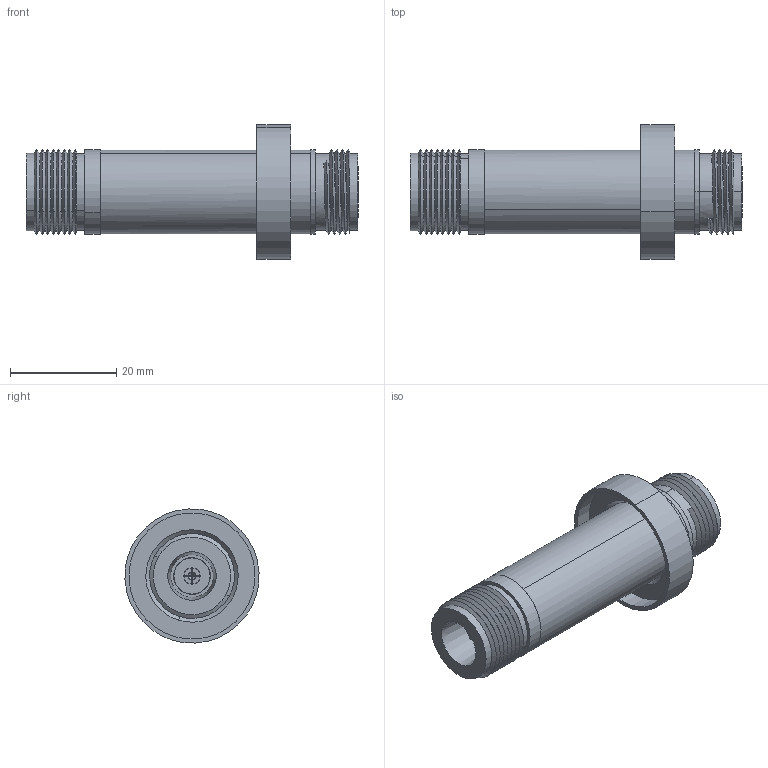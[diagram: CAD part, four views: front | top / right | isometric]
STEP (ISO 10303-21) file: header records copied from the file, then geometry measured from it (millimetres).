
FILE_DESCRIPTION (( 'STEP AP203' ), '1' );
FILE_NAME ('A0659-1-W.STEP', '2011-10-18T12:32:03', ( '' ), ( '' ), 'SwSTEP 2.0', 'SolidWorks 2011', '' );
FILE_SCHEMA (( 'CONFIG_CONTROL_DESIGN' ));
Length unit declared in the file: inch
Products named in the file (1): A0659-1-W
Bounding box: 62.48 x 25.24 x 25.24 mm (x, y, z)
Volume: 8530.8 mm3; surface area: 9947.7 mm2
Topology: 1 solids, 1 shells, 211 faces, 484 edges, 300 vertices
Faces by surface type: cylinder 80, cone 62, plane 61, torus 6, bspline 2
Entity records: 6543 total; most frequent: CARTESIAN_POINT 1586, DIRECTION 1110, ORIENTED_EDGE 968, EDGE_CURVE 484, AXIS2_PLACEMENT_3D 455, VERTEX_POINT 300, CIRCLE 245, EDGE_LOOP 236
